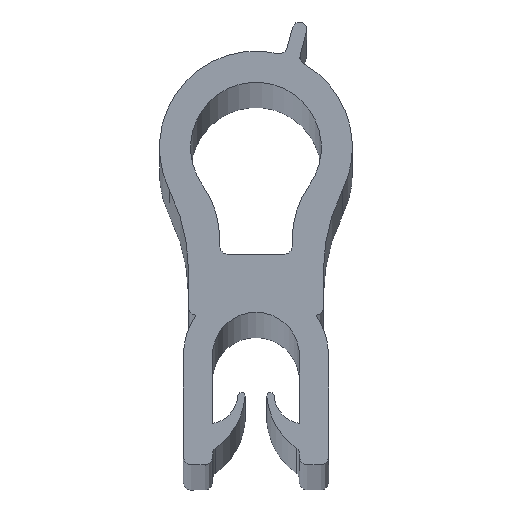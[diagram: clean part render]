
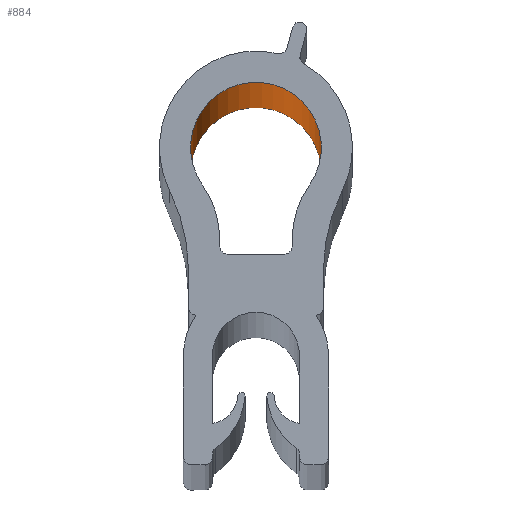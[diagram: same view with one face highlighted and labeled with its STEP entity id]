
A CAD part, top view. The second image highlights one B-rep face of the part: STEP entity #884.
In plain terms, the highlighted cylindrical face has radius 4.5 mm (diameter 9 mm), a partial arc.
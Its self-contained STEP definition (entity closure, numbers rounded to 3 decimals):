
#134=VECTOR('',#1202,1.);
#135=VECTOR('',#1207,1.);
#204=LINE('',#1466,#134);
#205=LINE('',#1470,#135);
#229=VERTEX_POINT('',#1279);
#230=VERTEX_POINT('',#1281);
#295=VERTEX_POINT('',#1465);
#296=VERTEX_POINT('',#1469);
#310=CIRCLE('',#907,4.5);
#353=CIRCLE('',#979,4.5);
#374=EDGE_CURVE('',#229,#230,#310,.T.);
#469=EDGE_CURVE('',#229,#295,#204,.T.);
#470=EDGE_CURVE('',#295,#296,#353,.T.);
#471=EDGE_CURVE('',#230,#296,#205,.T.);
#657=ORIENTED_EDGE('',*,*,#470,.T.);
#658=ORIENTED_EDGE('',*,*,#471,.F.);
#659=ORIENTED_EDGE('',*,*,#374,.F.);
#660=ORIENTED_EDGE('',*,*,#469,.T.);
#789=EDGE_LOOP('',(#657,#658,#659,#660));
#837=FACE_BOUND('',#789,.T.);
#884=ADVANCED_FACE('',(#837),#1528,.F.);
#907=AXIS2_PLACEMENT_3D('',#1280,#1020,#1021);
#978=AXIS2_PLACEMENT_3D('',#1467,#1203,#1204);
#979=AXIS2_PLACEMENT_3D('',#1468,#1205,#1206);
#1020=DIRECTION('',(0.,0.,1.));
#1021=DIRECTION('',(4.5,0.,0.));
#1202=DIRECTION('',(0.,0.,1.));
#1203=DIRECTION('',(0.,0.,1.));
#1204=DIRECTION('',(4.5,0.,0.));
#1205=DIRECTION('',(0.,0.,1.));
#1206=DIRECTION('',(4.5,0.,0.));
#1207=DIRECTION('',(0.,0.,1.));
#1279=CARTESIAN_POINT('',(3.682,19.263,0.));
#1280=CARTESIAN_POINT('',(0.,21.85,0.));
#1281=CARTESIAN_POINT('',(-3.682,19.263,0.));
#1465=CARTESIAN_POINT('',(3.682,19.263,1000.));
#1466=CARTESIAN_POINT('',(3.682,19.263,0.));
#1467=CARTESIAN_POINT('',(0.,21.85,0.));
#1468=CARTESIAN_POINT('',(0.,21.85,1000.));
#1469=CARTESIAN_POINT('',(-3.682,19.263,1000.));
#1470=CARTESIAN_POINT('',(-3.682,19.263,0.));
#1528=CYLINDRICAL_SURFACE('',#978,4.5);
